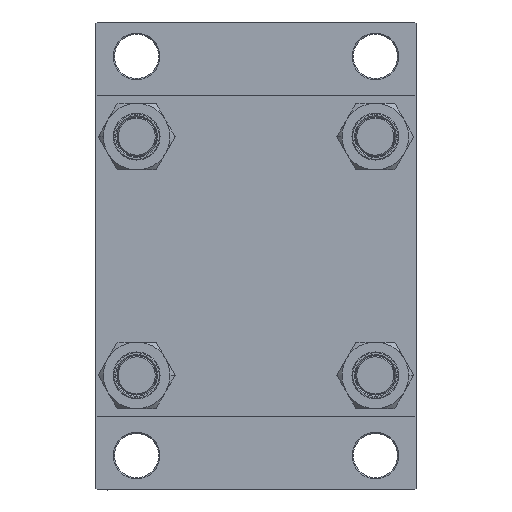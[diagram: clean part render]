
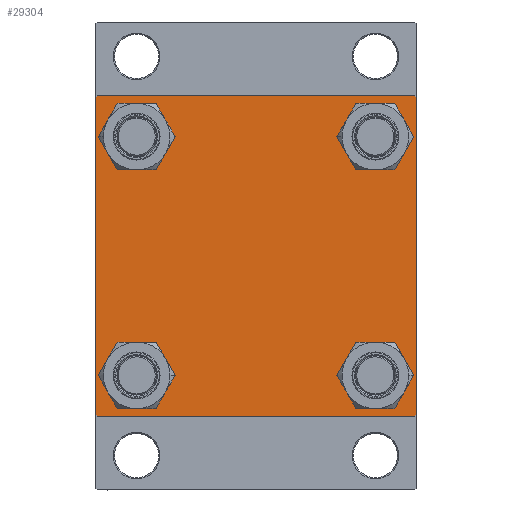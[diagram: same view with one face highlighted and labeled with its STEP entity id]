
A CAD part, left-side view. The second image highlights one B-rep face of the part: STEP entity #29304.
In plain terms, the highlighted planar face has unit normal (-1, 0, 0).
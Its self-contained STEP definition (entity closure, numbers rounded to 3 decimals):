
#1202 = VERTEX_POINT ( 'NONE', #46948 ) ;
#1814 = CARTESIAN_POINT ( 'NONE',  ( 0., 48.45, -48.45 ) ) ;
#1909 = CARTESIAN_POINT ( 'NONE',  ( 0., 0., 0. ) ) ;
#2321 = CARTESIAN_POINT ( 'NONE',  ( 0., -65., -64.5 ) ) ;
#2688 = AXIS2_PLACEMENT_3D ( 'NONE', #11290, #43663, #6439 ) ;
#2743 = LINE ( 'NONE', #20476, #40016 ) ;
#2896 = DIRECTION ( 'NONE',  ( 0., 0., 1. ) ) ;
#2917 = DIRECTION ( 'NONE',  ( 1., 0., 0. ) ) ;
#2957 = VERTEX_POINT ( 'NONE', #36282 ) ;
#3036 = DIRECTION ( 'NONE',  ( 0., 0., 1. ) ) ;
#3353 = CARTESIAN_POINT ( 'NONE',  ( 0., 65., -64.5 ) ) ;
#3985 = EDGE_LOOP ( 'NONE', ( #27703, #19545 ) ) ;
#6045 = FACE_OUTER_BOUND ( 'NONE', #28686, .T. ) ;
#6439 = DIRECTION ( 'NONE',  ( 0., 0., 1. ) ) ;
#6541 = FACE_BOUND ( 'NONE', #26749, .T. ) ;
#6769 = EDGE_LOOP ( 'NONE', ( #43367, #22202 ) ) ;
#7340 = CIRCLE ( 'NONE', #45390, 8.5 ) ;
#7995 = CARTESIAN_POINT ( 'NONE',  ( 0., -48.45, 39.95 ) ) ;
#8481 = EDGE_CURVE ( 'NONE', #23878, #13247, #9354, .T. ) ;
#8714 = VERTEX_POINT ( 'NONE', #3353 ) ;
#8781 = LINE ( 'NONE', #26804, #45360 ) ;
#8945 = VERTEX_POINT ( 'NONE', #13517 ) ;
#9087 = CARTESIAN_POINT ( 'NONE',  ( 0., 48.45, 39.95 ) ) ;
#9142 = AXIS2_PLACEMENT_3D ( 'NONE', #26094, #44356, #44834 ) ;
#9352 = CARTESIAN_POINT ( 'NONE',  ( 0., -48.45, 56.95 ) ) ;
#9354 = CIRCLE ( 'NONE', #15593, 8.5 ) ;
#9486 = CIRCLE ( 'NONE', #11046, 8.5 ) ;
#9592 = AXIS2_PLACEMENT_3D ( 'NONE', #32006, #39319, #46851 ) ;
#9733 = CIRCLE ( 'NONE', #43169, 8.5 ) ;
#10419 = DIRECTION ( 'NONE',  ( -1., 0., 0. ) ) ;
#11046 = AXIS2_PLACEMENT_3D ( 'NONE', #33273, #14760, #29848 ) ;
#11290 = CARTESIAN_POINT ( 'NONE',  ( 0., -48.45, -48.45 ) ) ;
#11686 = CARTESIAN_POINT ( 'NONE',  ( 0., -48.45, -39.95 ) ) ;
#11714 = DIRECTION ( 'NONE',  ( 0., 0., 1. ) ) ;
#12958 = LINE ( 'NONE', #42642, #23553 ) ;
#12997 = CARTESIAN_POINT ( 'NONE',  ( 0., 65., 64.5 ) ) ;
#13247 = VERTEX_POINT ( 'NONE', #9352 ) ;
#13361 = CARTESIAN_POINT ( 'NONE',  ( 0., 48.45, 48.45 ) ) ;
#13517 = CARTESIAN_POINT ( 'NONE',  ( 0., -64.5, 65. ) ) ;
#13838 = CARTESIAN_POINT ( 'NONE',  ( 0., -64.5, -65. ) ) ;
#14344 = VECTOR ( 'NONE', #29067, 1000. ) ;
#14760 = DIRECTION ( 'NONE',  ( 1., 0., 0. ) ) ;
#15593 = AXIS2_PLACEMENT_3D ( 'NONE', #30201, #45047, #11714 ) ;
#15993 = EDGE_CURVE ( 'NONE', #44749, #8945, #8781, .T. ) ;
#16451 = ORIENTED_EDGE ( 'NONE', *, *, #37467, .T. ) ;
#16658 = EDGE_CURVE ( 'NONE', #36168, #27644, #23846, .T. ) ;
#16676 = AXIS2_PLACEMENT_3D ( 'NONE', #25083, #21693, #44083 ) ;
#16891 = LINE ( 'NONE', #21281, #14344 ) ;
#17793 = VERTEX_POINT ( 'NONE', #13838 ) ;
#17882 = DIRECTION ( 'NONE',  ( 0., 0.707, 0.707 ) ) ;
#17933 = CARTESIAN_POINT ( 'NONE',  ( 0., 48.45, 56.95 ) ) ;
#18102 = ORIENTED_EDGE ( 'NONE', *, *, #43660, .T. ) ;
#18206 = VECTOR ( 'NONE', #45529, 1000. ) ;
#19181 = EDGE_CURVE ( 'NONE', #26059, #46682, #7340, .T. ) ;
#19325 = EDGE_CURVE ( 'NONE', #44472, #2957, #22096, .T. ) ;
#19545 = ORIENTED_EDGE ( 'NONE', *, *, #27998, .T. ) ;
#19806 = CIRCLE ( 'NONE', #16676, 8.5 ) ;
#19821 = EDGE_LOOP ( 'NONE', ( #42850, #33000 ) ) ;
#20476 = CARTESIAN_POINT ( 'NONE',  ( 0., 64.75, 64.75 ) ) ;
#21197 = ORIENTED_EDGE ( 'NONE', *, *, #16658, .F. ) ;
#21281 = CARTESIAN_POINT ( 'NONE',  ( 0., 65., 65. ) ) ;
#21616 = EDGE_CURVE ( 'NONE', #36168, #8945, #39551, .T. ) ;
#21693 = DIRECTION ( 'NONE',  ( 1., 0., 0. ) ) ;
#22096 = CIRCLE ( 'NONE', #2688, 8.5 ) ;
#22202 = ORIENTED_EDGE ( 'NONE', *, *, #37984, .T. ) ;
#23132 = ORIENTED_EDGE ( 'NONE', *, *, #43396, .T. ) ;
#23553 = VECTOR ( 'NONE', #46531, 1000. ) ;
#23826 = ORIENTED_EDGE ( 'NONE', *, *, #40408, .T. ) ;
#23846 = LINE ( 'NONE', #30683, #18206 ) ;
#23878 = VERTEX_POINT ( 'NONE', #7995 ) ;
#24670 = CIRCLE ( 'NONE', #9142, 8.5 ) ;
#25083 = CARTESIAN_POINT ( 'NONE',  ( 0., -48.45, -48.45 ) ) ;
#26049 = VECTOR ( 'NONE', #17882, 1000. ) ;
#26059 = VERTEX_POINT ( 'NONE', #17933 ) ;
#26094 = CARTESIAN_POINT ( 'NONE',  ( 0., 48.45, 48.45 ) ) ;
#26749 = EDGE_LOOP ( 'NONE', ( #35432, #35618 ) ) ;
#26804 = CARTESIAN_POINT ( 'NONE',  ( 0., 65., 65. ) ) ;
#27644 = VERTEX_POINT ( 'NONE', #2321 ) ;
#27703 = ORIENTED_EDGE ( 'NONE', *, *, #19181, .T. ) ;
#27998 = EDGE_CURVE ( 'NONE', #46682, #26059, #24670, .T. ) ;
#28168 = VERTEX_POINT ( 'NONE', #32809 ) ;
#28686 = EDGE_LOOP ( 'NONE', ( #23132, #16451, #46447, #23826, #21197, #41453, #40746, #18102 ) ) ;
#28695 = DIRECTION ( 'NONE',  ( 0., 0., 1. ) ) ;
#28735 = AXIS2_PLACEMENT_3D ( 'NONE', #1909, #10419, #2896 ) ;
#29067 = DIRECTION ( 'NONE',  ( 0., 0., -1. ) ) ;
#29304 = ADVANCED_FACE ( 'NONE', ( #6541, #42783, #43762, #36223, #6045 ), #39390, .T. ) ;
#29799 = CIRCLE ( 'NONE', #9592, 8.5 ) ;
#29848 = DIRECTION ( 'NONE',  ( 0., 0., 1. ) ) ;
#30201 = CARTESIAN_POINT ( 'NONE',  ( 0., -48.45, 48.45 ) ) ;
#30683 = CARTESIAN_POINT ( 'NONE',  ( 0., -65., 65. ) ) ;
#32006 = CARTESIAN_POINT ( 'NONE',  ( 0., -48.45, 48.45 ) ) ;
#32809 = CARTESIAN_POINT ( 'NONE',  ( 0., 64.5, -65. ) ) ;
#32830 = VECTOR ( 'NONE', #42333, 1000. ) ;
#33000 = ORIENTED_EDGE ( 'NONE', *, *, #44381, .T. ) ;
#33273 = CARTESIAN_POINT ( 'NONE',  ( 0., 48.45, -48.45 ) ) ;
#33555 = VERTEX_POINT ( 'NONE', #12997 ) ;
#33680 = DIRECTION ( 'NONE',  ( 1., 0., 0. ) ) ;
#34587 = DIRECTION ( 'NONE',  ( 0., -1., 0. ) ) ;
#34794 = LINE ( 'NONE', #42810, #32830 ) ;
#35432 = ORIENTED_EDGE ( 'NONE', *, *, #41026, .T. ) ;
#35618 = ORIENTED_EDGE ( 'NONE', *, *, #8481, .T. ) ;
#36168 = VERTEX_POINT ( 'NONE', #43656 ) ;
#36223 = FACE_BOUND ( 'NONE', #3985, .T. ) ;
#36282 = CARTESIAN_POINT ( 'NONE',  ( 0., -48.45, -56.95 ) ) ;
#36625 = CARTESIAN_POINT ( 'NONE',  ( 0., -64.75, 64.75 ) ) ;
#37467 = EDGE_CURVE ( 'NONE', #8714, #28168, #34794, .T. ) ;
#37984 = EDGE_CURVE ( 'NONE', #1202, #44692, #9486, .T. ) ;
#38032 = CARTESIAN_POINT ( 'NONE',  ( 0., 65., -65. ) ) ;
#38272 = LINE ( 'NONE', #38032, #43807 ) ;
#39319 = DIRECTION ( 'NONE',  ( 1., 0., 0. ) ) ;
#39390 = PLANE ( 'NONE',  #28735 ) ;
#39551 = LINE ( 'NONE', #36625, #26049 ) ;
#40016 = VECTOR ( 'NONE', #43371, 1000. ) ;
#40408 = EDGE_CURVE ( 'NONE', #17793, #27644, #12958, .T. ) ;
#40746 = ORIENTED_EDGE ( 'NONE', *, *, #15993, .F. ) ;
#41026 = EDGE_CURVE ( 'NONE', #13247, #23878, #29799, .T. ) ;
#41136 = EDGE_CURVE ( 'NONE', #28168, #17793, #38272, .T. ) ;
#41453 = ORIENTED_EDGE ( 'NONE', *, *, #21616, .T. ) ;
#42157 = DIRECTION ( 'NONE',  ( 0., -1., 0. ) ) ;
#42333 = DIRECTION ( 'NONE',  ( 0., -0.707, -0.707 ) ) ;
#42642 = CARTESIAN_POINT ( 'NONE',  ( 0., -64.75, -64.75 ) ) ;
#42783 = FACE_BOUND ( 'NONE', #19821, .T. ) ;
#42810 = CARTESIAN_POINT ( 'NONE',  ( 0., 64.75, -64.75 ) ) ;
#42850 = ORIENTED_EDGE ( 'NONE', *, *, #19325, .T. ) ;
#43169 = AXIS2_PLACEMENT_3D ( 'NONE', #1814, #33680, #3036 ) ;
#43367 = ORIENTED_EDGE ( 'NONE', *, *, #45691, .T. ) ;
#43371 = DIRECTION ( 'NONE',  ( 0., 0.707, -0.707 ) ) ;
#43396 = EDGE_CURVE ( 'NONE', #33555, #8714, #16891, .T. ) ;
#43656 = CARTESIAN_POINT ( 'NONE',  ( 0., -65., 64.5 ) ) ;
#43660 = EDGE_CURVE ( 'NONE', #44749, #33555, #2743, .T. ) ;
#43663 = DIRECTION ( 'NONE',  ( 1., 0., 0. ) ) ;
#43762 = FACE_BOUND ( 'NONE', #6769, .T. ) ;
#43807 = VECTOR ( 'NONE', #42157, 1000. ) ;
#44083 = DIRECTION ( 'NONE',  ( 0., 0., 1. ) ) ;
#44356 = DIRECTION ( 'NONE',  ( 1., 0., 0. ) ) ;
#44381 = EDGE_CURVE ( 'NONE', #2957, #44472, #19806, .T. ) ;
#44472 = VERTEX_POINT ( 'NONE', #11686 ) ;
#44692 = VERTEX_POINT ( 'NONE', #44971 ) ;
#44749 = VERTEX_POINT ( 'NONE', #45905 ) ;
#44834 = DIRECTION ( 'NONE',  ( 0., 0., 1. ) ) ;
#44971 = CARTESIAN_POINT ( 'NONE',  ( 0., 48.45, -39.95 ) ) ;
#45047 = DIRECTION ( 'NONE',  ( 1., 0., 0. ) ) ;
#45360 = VECTOR ( 'NONE', #34587, 1000. ) ;
#45390 = AXIS2_PLACEMENT_3D ( 'NONE', #13361, #2917, #28695 ) ;
#45529 = DIRECTION ( 'NONE',  ( 0., 0., -1. ) ) ;
#45691 = EDGE_CURVE ( 'NONE', #44692, #1202, #9733, .T. ) ;
#45905 = CARTESIAN_POINT ( 'NONE',  ( 0., 64.5, 65. ) ) ;
#46447 = ORIENTED_EDGE ( 'NONE', *, *, #41136, .T. ) ;
#46531 = DIRECTION ( 'NONE',  ( 0., -0.707, 0.707 ) ) ;
#46682 = VERTEX_POINT ( 'NONE', #9087 ) ;
#46851 = DIRECTION ( 'NONE',  ( 0., 0., 1. ) ) ;
#46948 = CARTESIAN_POINT ( 'NONE',  ( 0., 48.45, -56.95 ) ) ;
